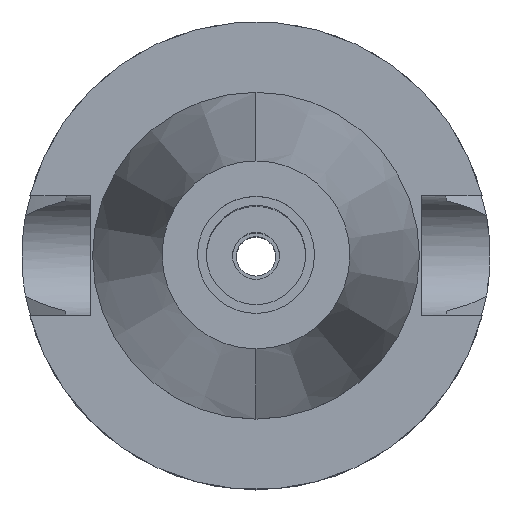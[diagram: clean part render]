
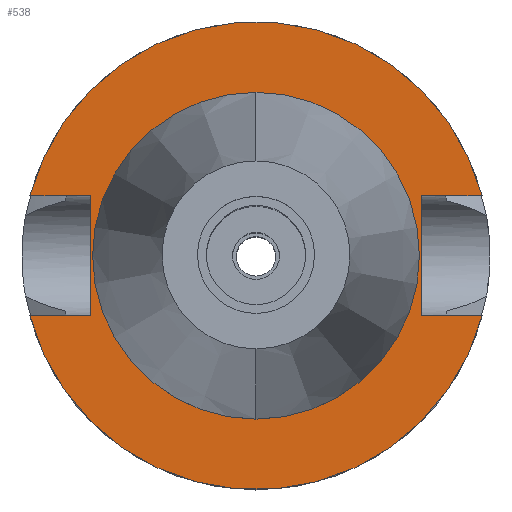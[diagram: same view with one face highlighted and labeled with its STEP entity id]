
A CAD part, top view. The second image highlights one B-rep face of the part: STEP entity #538.
In plain terms, the highlighted planar face has unit normal (0, 0, 1).
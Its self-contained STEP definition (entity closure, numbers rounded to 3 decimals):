
#33 = ORIENTED_EDGE ( 'NONE', *, *, #2422, .F. ) ;
#50 = LINE ( 'NONE', #2688, #390 ) ;
#86 = AXIS2_PLACEMENT_3D ( 'NONE', #2590, #927, #225 ) ;
#101 = DIRECTION ( 'NONE',  ( 0., -1., 0. ) ) ;
#119 = CARTESIAN_POINT ( 'NONE',  ( -35.4, 12.85, -1.5 ) ) ;
#225 = DIRECTION ( 'NONE',  ( 0., 1., 0. ) ) ;
#268 = CARTESIAN_POINT ( 'NONE',  ( 0., 0., -1.5 ) ) ;
#279 = VECTOR ( 'NONE', #925, 1000. ) ;
#281 = VECTOR ( 'NONE', #942, 1000. ) ;
#325 = DIRECTION ( 'NONE',  ( 0., 0., -1. ) ) ;
#352 = ORIENTED_EDGE ( 'NONE', *, *, #2945, .F. ) ;
#390 = VECTOR ( 'NONE', #2239, 1000. ) ;
#417 = DIRECTION ( 'NONE',  ( 0., 1., 0. ) ) ;
#436 = DIRECTION ( 'NONE',  ( -1., 0., 0. ) ) ;
#443 = ORIENTED_EDGE ( 'NONE', *, *, #3089, .F. ) ;
#520 = ORIENTED_EDGE ( 'NONE', *, *, #2146, .F. ) ;
#538 = ADVANCED_FACE ( 'NONE', ( #1773, #2509 ), #2760, .F. ) ;
#582 = CARTESIAN_POINT ( 'NONE',  ( 48.321, -12.85, -1.5 ) ) ;
#662 = CARTESIAN_POINT ( 'NONE',  ( -35.4, -12.85, -1.5 ) ) ;
#674 = CARTESIAN_POINT ( 'NONE',  ( -35.4, -12.85, -1.5 ) ) ;
#747 = CIRCLE ( 'NONE', #86, 34.925 ) ;
#784 = CIRCLE ( 'NONE', #2201, 34.925 ) ;
#830 = CARTESIAN_POINT ( 'NONE',  ( 0., 0., -1.5 ) ) ;
#886 = VERTEX_POINT ( 'NONE', #1874 ) ;
#890 = AXIS2_PLACEMENT_3D ( 'NONE', #1854, #1603, #2638 ) ;
#895 = CARTESIAN_POINT ( 'NONE',  ( 35.4, 12.85, -1.5 ) ) ;
#914 = LINE ( 'NONE', #674, #2826 ) ;
#925 = DIRECTION ( 'NONE',  ( 1., 0., 0. ) ) ;
#927 = DIRECTION ( 'NONE',  ( 0., 0., 1. ) ) ;
#942 = DIRECTION ( 'NONE',  ( 1., 0., 0. ) ) ;
#946 = ORIENTED_EDGE ( 'NONE', *, *, #2526, .F. ) ;
#951 = ORIENTED_EDGE ( 'NONE', *, *, #1928, .F. ) ;
#1106 = VERTEX_POINT ( 'NONE', #1941 ) ;
#1183 = CIRCLE ( 'NONE', #890, 50. ) ;
#1240 = DIRECTION ( 'NONE',  ( 0., 0., 1. ) ) ;
#1246 = CIRCLE ( 'NONE', #3033, 50. ) ;
#1256 = DIRECTION ( 'NONE',  ( 0., 0., -1. ) ) ;
#1310 = CARTESIAN_POINT ( 'NONE',  ( 35.4, -12.85, -1.5 ) ) ;
#1531 = CARTESIAN_POINT ( 'NONE',  ( -35.4, -12.85, -1.5 ) ) ;
#1564 = EDGE_LOOP ( 'NONE', ( #946, #520 ) ) ;
#1583 = CARTESIAN_POINT ( 'NONE',  ( 0., -34.925, -1.5 ) ) ;
#1603 = DIRECTION ( 'NONE',  ( 0., 0., -1. ) ) ;
#1629 = DIRECTION ( 'NONE',  ( -1., 0., 0. ) ) ;
#1636 = AXIS2_PLACEMENT_3D ( 'NONE', #830, #325, #2806 ) ;
#1650 = VERTEX_POINT ( 'NONE', #119 ) ;
#1672 = VERTEX_POINT ( 'NONE', #1531 ) ;
#1754 = VERTEX_POINT ( 'NONE', #582 ) ;
#1767 = CARTESIAN_POINT ( 'NONE',  ( -48.321, -12.85, -1.5 ) ) ;
#1773 = FACE_OUTER_BOUND ( 'NONE', #2898, .T. ) ;
#1813 = VERTEX_POINT ( 'NONE', #1583 ) ;
#1854 = CARTESIAN_POINT ( 'NONE',  ( 0., 0., -1.5 ) ) ;
#1874 = CARTESIAN_POINT ( 'NONE',  ( 0., 34.925, -1.5 ) ) ;
#1880 = CARTESIAN_POINT ( 'NONE',  ( 35.4, -12.85, -1.5 ) ) ;
#1906 = LINE ( 'NONE', #2123, #279 ) ;
#1928 = EDGE_CURVE ( 'NONE', #1106, #2636, #1183, .T. ) ;
#1941 = CARTESIAN_POINT ( 'NONE',  ( -48.321, 12.85, -1.5 ) ) ;
#1982 = ORIENTED_EDGE ( 'NONE', *, *, #2616, .T. ) ;
#2017 = VECTOR ( 'NONE', #1629, 1000. ) ;
#2025 = VERTEX_POINT ( 'NONE', #895 ) ;
#2041 = ORIENTED_EDGE ( 'NONE', *, *, #2460, .F. ) ;
#2047 = CARTESIAN_POINT ( 'NONE',  ( -35.4, 12.85, -1.5 ) ) ;
#2111 = LINE ( 'NONE', #662, #2017 ) ;
#2121 = VECTOR ( 'NONE', #436, 1000. ) ;
#2123 = CARTESIAN_POINT ( 'NONE',  ( 35.4, 12.85, -1.5 ) ) ;
#2146 = EDGE_CURVE ( 'NONE', #1813, #886, #784, .T. ) ;
#2201 = AXIS2_PLACEMENT_3D ( 'NONE', #268, #1240, #101 ) ;
#2239 = DIRECTION ( 'NONE',  ( 0., -1., 0. ) ) ;
#2280 = VERTEX_POINT ( 'NONE', #1767 ) ;
#2411 = VERTEX_POINT ( 'NONE', #1310 ) ;
#2422 = EDGE_CURVE ( 'NONE', #1650, #1106, #2527, .T. ) ;
#2460 = EDGE_CURVE ( 'NONE', #2411, #1754, #2835, .T. ) ;
#2488 = CARTESIAN_POINT ( 'NONE',  ( 48.321, 12.85, -1.5 ) ) ;
#2509 = FACE_BOUND ( 'NONE', #1564, .T. ) ;
#2526 = EDGE_CURVE ( 'NONE', #886, #1813, #747, .T. ) ;
#2527 = LINE ( 'NONE', #2047, #2121 ) ;
#2590 = CARTESIAN_POINT ( 'NONE',  ( 0., 0., -1.5 ) ) ;
#2616 = EDGE_CURVE ( 'NONE', #1672, #2280, #2111, .T. ) ;
#2631 = EDGE_CURVE ( 'NONE', #2025, #2411, #50, .T. ) ;
#2636 = VERTEX_POINT ( 'NONE', #2488 ) ;
#2638 = DIRECTION ( 'NONE',  ( 0., 1., 0. ) ) ;
#2670 = CARTESIAN_POINT ( 'NONE',  ( 0., 0., -1.5 ) ) ;
#2688 = CARTESIAN_POINT ( 'NONE',  ( 35.4, 12.85, -1.5 ) ) ;
#2760 = PLANE ( 'NONE',  #1636 ) ;
#2784 = ORIENTED_EDGE ( 'NONE', *, *, #2944, .T. ) ;
#2806 = DIRECTION ( 'NONE',  ( 0., -1., 0. ) ) ;
#2826 = VECTOR ( 'NONE', #417, 1000. ) ;
#2835 = LINE ( 'NONE', #1880, #281 ) ;
#2898 = EDGE_LOOP ( 'NONE', ( #1982, #443, #2041, #2972, #2784, #951, #33, #352 ) ) ;
#2899 = DIRECTION ( 'NONE',  ( 0., -1., 0. ) ) ;
#2944 = EDGE_CURVE ( 'NONE', #2025, #2636, #1906, .T. ) ;
#2945 = EDGE_CURVE ( 'NONE', #1672, #1650, #914, .T. ) ;
#2972 = ORIENTED_EDGE ( 'NONE', *, *, #2631, .F. ) ;
#3033 = AXIS2_PLACEMENT_3D ( 'NONE', #2670, #1256, #2899 ) ;
#3089 = EDGE_CURVE ( 'NONE', #1754, #2280, #1246, .T. ) ;
